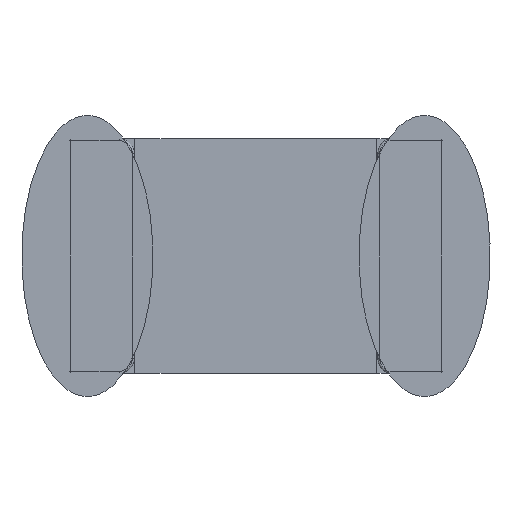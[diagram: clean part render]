
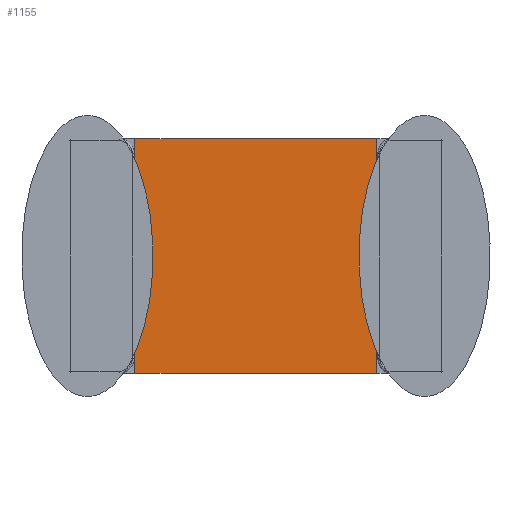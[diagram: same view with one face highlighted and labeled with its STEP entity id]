
A CAD part, front view. The second image highlights one B-rep face of the part: STEP entity #1155.
In plain terms, the highlighted planar face has unit normal (0, -1, 0).
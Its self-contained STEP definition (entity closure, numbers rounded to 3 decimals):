
#3 = DIRECTION ( 'NONE',  ( -1., 0., 0. ) ) ;
#135 = ORIENTED_EDGE ( 'NONE', *, *, #318, .F. ) ;
#318 = EDGE_CURVE ( 'NONE', #2776, #3014, #1290, .T. ) ;
#329 = CARTESIAN_POINT ( 'NONE',  ( -0.646, 0.01, -0.546 ) ) ;
#437 = EDGE_CURVE ( 'NONE', #3014, #1597, #464, .T. ) ;
#464 = LINE ( 'NONE', #1951, #3325 ) ;
#664 = CARTESIAN_POINT ( 'NONE',  ( 0.644, 0.01, 0.625 ) ) ;
#879 = ORIENTED_EDGE ( 'NONE', *, *, #1705, .F. ) ;
#923 = CARTESIAN_POINT ( 'NONE',  ( 0.702, 0.01, 0.625 ) ) ;
#1148 = CARTESIAN_POINT ( 'NONE',  ( 0.644, 0.01, -0.546 ) ) ;
#1155 = ADVANCED_FACE ( 'NONE', ( #3528 ), #2239, .T. ) ;
#1290 = LINE ( 'NONE', #1148, #3411 ) ;
#1345 = VECTOR ( 'NONE', #2276, 1000. ) ;
#1393 = LINE ( 'NONE', #923, #2858 ) ;
#1503 = EDGE_LOOP ( 'NONE', ( #2895, #3315, #135, #879 ) ) ;
#1528 = VERTEX_POINT ( 'NONE', #2219 ) ;
#1531 = CARTESIAN_POINT ( 'NONE',  ( 0.736, 0.01, -0.546 ) ) ;
#1597 = VERTEX_POINT ( 'NONE', #1687 ) ;
#1602 = CARTESIAN_POINT ( 'NONE',  ( 0.644, 0.01, -0.625 ) ) ;
#1619 = EDGE_CURVE ( 'NONE', #1597, #1528, #2830, .T. ) ;
#1687 = CARTESIAN_POINT ( 'NONE',  ( -0.646, 0.01, -0.625 ) ) ;
#1705 = EDGE_CURVE ( 'NONE', #1528, #2776, #1393, .T. ) ;
#1812 = DIRECTION ( 'NONE',  ( 0., 0., -1. ) ) ;
#1951 = CARTESIAN_POINT ( 'NONE',  ( 0.702, 0.01, -0.625 ) ) ;
#2219 = CARTESIAN_POINT ( 'NONE',  ( -0.646, 0.01, 0.625 ) ) ;
#2239 = PLANE ( 'NONE',  #3285 ) ;
#2276 = DIRECTION ( 'NONE',  ( 0., 0., 1. ) ) ;
#2776 = VERTEX_POINT ( 'NONE', #664 ) ;
#2830 = LINE ( 'NONE', #329, #1345 ) ;
#2858 = VECTOR ( 'NONE', #2873, 1000. ) ;
#2873 = DIRECTION ( 'NONE',  ( 1., 0., 0. ) ) ;
#2895 = ORIENTED_EDGE ( 'NONE', *, *, #1619, .F. ) ;
#3014 = VERTEX_POINT ( 'NONE', #1602 ) ;
#3016 = DIRECTION ( 'NONE',  ( 0., 0., -1. ) ) ;
#3285 = AXIS2_PLACEMENT_3D ( 'NONE', #1531, #3475, #1812 ) ;
#3315 = ORIENTED_EDGE ( 'NONE', *, *, #437, .F. ) ;
#3325 = VECTOR ( 'NONE', #3, 1000. ) ;
#3411 = VECTOR ( 'NONE', #3016, 1000. ) ;
#3475 = DIRECTION ( 'NONE',  ( 0., -1., 0. ) ) ;
#3528 = FACE_OUTER_BOUND ( 'NONE', #1503, .T. ) ;
